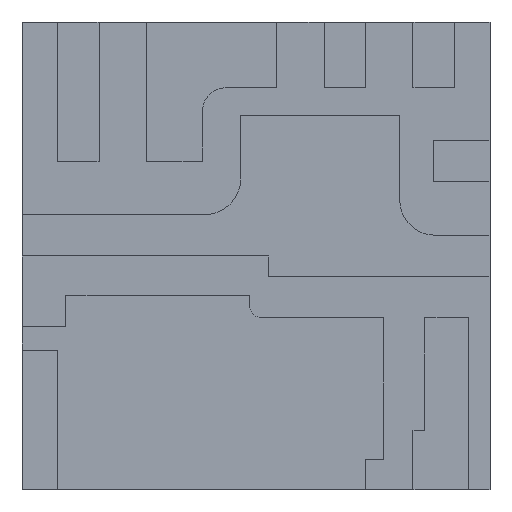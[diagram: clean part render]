
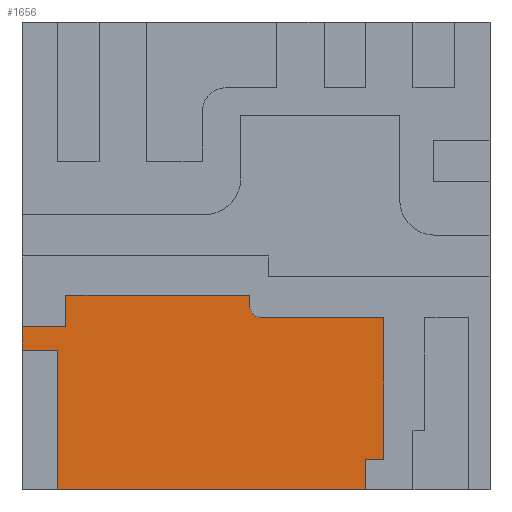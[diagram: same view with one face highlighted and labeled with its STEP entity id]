
A CAD part, front view. The second image highlights one B-rep face of the part: STEP entity #1656.
In plain terms, the highlighted planar face has unit normal (0, -1, 0).
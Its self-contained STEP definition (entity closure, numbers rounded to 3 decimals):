
#2 = VECTOR ( 'NONE', #81, 1000. ) ;
#81 = DIRECTION ( 'NONE',  ( -1., 0., 0. ) ) ;
#131 = EDGE_CURVE ( 'NONE', #1686, #1937, #5802, .T. ) ;
#179 = VERTEX_POINT ( 'NONE', #7182 ) ;
#212 = LINE ( 'NONE', #2498, #4443 ) ;
#255 = VECTOR ( 'NONE', #1072, 1000. ) ;
#411 = CARTESIAN_POINT ( 'NONE',  ( -0.055, 0., -0.329 ) ) ;
#543 = DIRECTION ( 'NONE',  ( 0., 0., 1. ) ) ;
#555 = VECTOR ( 'NONE', #1882, 1000. ) ;
#571 = CARTESIAN_POINT ( 'NONE',  ( -1.675, 0., -0.795 ) ) ;
#620 = LINE ( 'NONE', #2904, #4284 ) ;
#638 = CARTESIAN_POINT ( 'NONE',  ( -1.675, 0., -1.975 ) ) ;
#678 = DIRECTION ( 'NONE',  ( 0., 0., -1. ) ) ;
#694 = EDGE_CURVE ( 'NONE', #4981, #4833, #6637, .T. ) ;
#734 = LINE ( 'NONE', #761, #3480 ) ;
#761 = CARTESIAN_POINT ( 'NONE',  ( 0.925, 0., -1.975 ) ) ;
#913 = EDGE_CURVE ( 'NONE', #2936, #6620, #5649, .T. ) ;
#916 = DIRECTION ( 'NONE',  ( 0., 0., -1. ) ) ;
#954 = EDGE_CURVE ( 'NONE', #4833, #3533, #620, .T. ) ;
#988 = FACE_OUTER_BOUND ( 'NONE', #5540, .T. ) ;
#1016 = VECTOR ( 'NONE', #7405, 1000. ) ;
#1072 = DIRECTION ( 'NONE',  ( 1., 0., 0. ) ) ;
#1122 = DIRECTION ( 'NONE',  ( -1., 0., 0. ) ) ;
#1143 = CARTESIAN_POINT ( 'NONE',  ( 1.08, 0., -1.716 ) ) ;
#1196 = CARTESIAN_POINT ( 'NONE',  ( -1.604, 0., -0.329 ) ) ;
#1301 = CARTESIAN_POINT ( 'NONE',  ( -1.604, 0., -0.329 ) ) ;
#1430 = ORIENTED_EDGE ( 'NONE', *, *, #2581, .T. ) ;
#1656 = ADVANCED_FACE ( 'NONE', ( #988 ), #5706, .T. ) ;
#1686 = VERTEX_POINT ( 'NONE', #571 ) ;
#1691 = CARTESIAN_POINT ( 'NONE',  ( 0.045, 0., -0.421 ) ) ;
#1723 = ORIENTED_EDGE ( 'NONE', *, *, #5455, .T. ) ;
#1725 = DIRECTION ( 'NONE',  ( 0., 1., 0. ) ) ;
#1772 = ORIENTED_EDGE ( 'NONE', *, *, #913, .T. ) ;
#1882 = DIRECTION ( 'NONE',  ( 0., 0., -1. ) ) ;
#1937 = VERTEX_POINT ( 'NONE', #638 ) ;
#2012 = CARTESIAN_POINT ( 'NONE',  ( -1.975, 0., -0.795 ) ) ;
#2041 = EDGE_CURVE ( 'NONE', #7414, #4981, #5381, .T. ) ;
#2125 = ORIENTED_EDGE ( 'NONE', *, *, #131, .T. ) ;
#2127 = AXIS2_PLACEMENT_3D ( 'NONE', #6889, #6386, #678 ) ;
#2183 = LINE ( 'NONE', #5613, #255 ) ;
#2217 = ORIENTED_EDGE ( 'NONE', *, *, #2041, .T. ) ;
#2307 = CARTESIAN_POINT ( 'NONE',  ( 0.045, 0., -0.521 ) ) ;
#2396 = CARTESIAN_POINT ( 'NONE',  ( -0.055, 0., -0.421 ) ) ;
#2493 = LINE ( 'NONE', #2012, #3138 ) ;
#2498 = CARTESIAN_POINT ( 'NONE',  ( -1.675, 0., -1.975 ) ) ;
#2535 = DIRECTION ( 'NONE',  ( 1., 0., 0. ) ) ;
#2581 = EDGE_CURVE ( 'NONE', #6620, #7414, #4779, .T. ) ;
#2674 = LINE ( 'NONE', #6148, #2785 ) ;
#2677 = EDGE_CURVE ( 'NONE', #1937, #3418, #212, .T. ) ;
#2695 = VERTEX_POINT ( 'NONE', #2834 ) ;
#2725 = ORIENTED_EDGE ( 'NONE', *, *, #4078, .T. ) ;
#2785 = VECTOR ( 'NONE', #1122, 1000. ) ;
#2834 = CARTESIAN_POINT ( 'NONE',  ( -1.604, 0., -0.595 ) ) ;
#2879 = ORIENTED_EDGE ( 'NONE', *, *, #7301, .T. ) ;
#2904 = CARTESIAN_POINT ( 'NONE',  ( -0.055, 0., -0.329 ) ) ;
#2936 = VERTEX_POINT ( 'NONE', #4432 ) ;
#3027 = DIRECTION ( 'NONE',  ( 0., 0., 1. ) ) ;
#3138 = VECTOR ( 'NONE', #2535, 1000. ) ;
#3368 = VERTEX_POINT ( 'NONE', #7162 ) ;
#3418 = VERTEX_POINT ( 'NONE', #4040 ) ;
#3480 = VECTOR ( 'NONE', #3027, 1000. ) ;
#3533 = VERTEX_POINT ( 'NONE', #1301 ) ;
#3537 = EDGE_CURVE ( 'NONE', #3418, #5054, #734, .T. ) ;
#3547 = CARTESIAN_POINT ( 'NONE',  ( 1.08, 0., -0.521 ) ) ;
#3664 = LINE ( 'NONE', #7114, #5771 ) ;
#3724 = ORIENTED_EDGE ( 'NONE', *, *, #694, .T. ) ;
#4006 = DIRECTION ( 'NONE',  ( 0., 0., -1. ) ) ;
#4040 = CARTESIAN_POINT ( 'NONE',  ( 0.925, 0., -1.975 ) ) ;
#4059 = DIRECTION ( 'NONE',  ( -1., 0., 0. ) ) ;
#4078 = EDGE_CURVE ( 'NONE', #179, #3368, #3664, .T. ) ;
#4284 = VECTOR ( 'NONE', #4059, 1000. ) ;
#4432 = CARTESIAN_POINT ( 'NONE',  ( 1.08, 0., -1.716 ) ) ;
#4443 = VECTOR ( 'NONE', #4817, 1000. ) ;
#4578 = CARTESIAN_POINT ( 'NONE',  ( 1.08, 0., -0.521 ) ) ;
#4607 = ORIENTED_EDGE ( 'NONE', *, *, #7417, .T. ) ;
#4615 = LINE ( 'NONE', #1196, #1016 ) ;
#4779 = LINE ( 'NONE', #3547, #2 ) ;
#4817 = DIRECTION ( 'NONE',  ( 1., 0., 0. ) ) ;
#4833 = VERTEX_POINT ( 'NONE', #411 ) ;
#4981 = VERTEX_POINT ( 'NONE', #2396 ) ;
#5010 = ORIENTED_EDGE ( 'NONE', *, *, #954, .T. ) ;
#5053 = EDGE_CURVE ( 'NONE', #3368, #1686, #2493, .T. ) ;
#5054 = VERTEX_POINT ( 'NONE', #5895 ) ;
#5101 = ORIENTED_EDGE ( 'NONE', *, *, #3537, .T. ) ;
#5185 = ORIENTED_EDGE ( 'NONE', *, *, #2677, .T. ) ;
#5314 = CARTESIAN_POINT ( 'NONE',  ( -1.675, 0., -0.795 ) ) ;
#5381 = CIRCLE ( 'NONE', #7186, 0.1 ) ;
#5455 = EDGE_CURVE ( 'NONE', #5054, #2936, #2183, .T. ) ;
#5540 = EDGE_LOOP ( 'NONE', ( #2125, #5185, #5101, #1723, #1772, #1430, #2217, #3724, #5010, #4607, #2879, #2725, #6522 ) ) ;
#5613 = CARTESIAN_POINT ( 'NONE',  ( 0.925, 0., -1.716 ) ) ;
#5649 = LINE ( 'NONE', #1143, #5958 ) ;
#5706 = PLANE ( 'NONE',  #2127 ) ;
#5771 = VECTOR ( 'NONE', #916, 1000. ) ;
#5802 = LINE ( 'NONE', #5314, #555 ) ;
#5895 = CARTESIAN_POINT ( 'NONE',  ( 0.925, 0., -1.716 ) ) ;
#5958 = VECTOR ( 'NONE', #543, 1000. ) ;
#5994 = DIRECTION ( 'NONE',  ( 0., 0., 1. ) ) ;
#6148 = CARTESIAN_POINT ( 'NONE',  ( -1.604, 0., -0.595 ) ) ;
#6386 = DIRECTION ( 'NONE',  ( 0., -1., 0. ) ) ;
#6487 = CARTESIAN_POINT ( 'NONE',  ( -0.055, 0., -0.421 ) ) ;
#6522 = ORIENTED_EDGE ( 'NONE', *, *, #5053, .T. ) ;
#6620 = VERTEX_POINT ( 'NONE', #4578 ) ;
#6637 = LINE ( 'NONE', #6487, #7039 ) ;
#6889 = CARTESIAN_POINT ( 'NONE',  ( 0.045, 0., -0.421 ) ) ;
#7039 = VECTOR ( 'NONE', #5994, 1000. ) ;
#7114 = CARTESIAN_POINT ( 'NONE',  ( -1.975, 0., -0.595 ) ) ;
#7162 = CARTESIAN_POINT ( 'NONE',  ( -1.975, 0., -0.795 ) ) ;
#7182 = CARTESIAN_POINT ( 'NONE',  ( -1.975, 0., -0.595 ) ) ;
#7186 = AXIS2_PLACEMENT_3D ( 'NONE', #1691, #1725, #4006 ) ;
#7301 = EDGE_CURVE ( 'NONE', #2695, #179, #2674, .T. ) ;
#7405 = DIRECTION ( 'NONE',  ( 0., 0., -1. ) ) ;
#7414 = VERTEX_POINT ( 'NONE', #2307 ) ;
#7417 = EDGE_CURVE ( 'NONE', #3533, #2695, #4615, .T. ) ;
